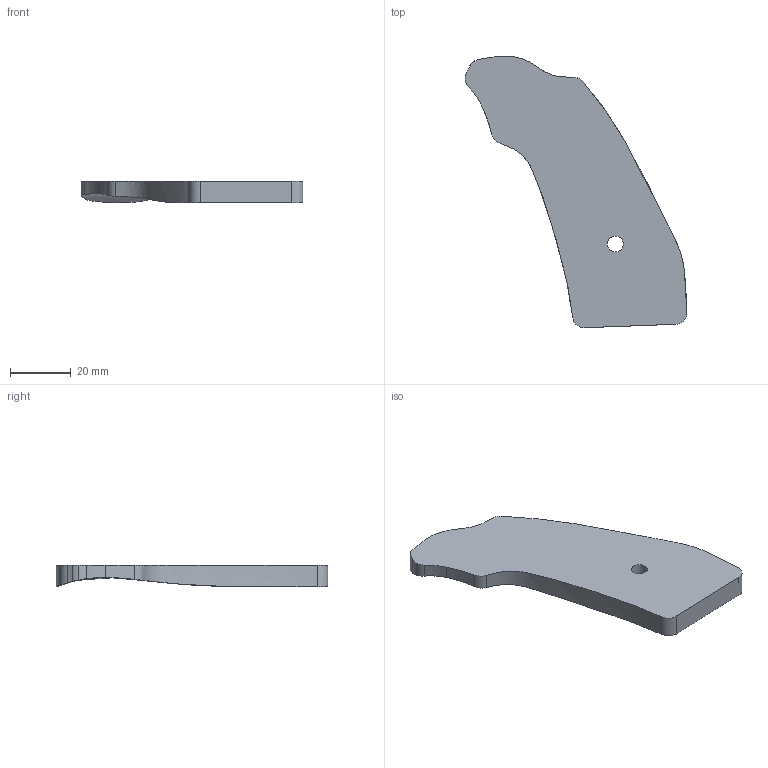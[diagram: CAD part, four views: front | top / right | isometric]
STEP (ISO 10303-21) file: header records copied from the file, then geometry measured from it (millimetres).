
FILE_DESCRIPTION (( 'STEP AP214' ), '1' );
FILE_NAME ('Right Grip.STEP', '2018-06-07T22:41:47', ( 'John' ), ( 'Not Good' ), 'SwSTEP 2.0', 'SolidWorks 2007', '' );
FILE_SCHEMA (( 'AUTOMOTIVE_DESIGN' ));
Length unit declared in the file: inch
Products named in the file (1): Right Grip
Bounding box: 72.9 x 89.16 x 7.11 mm (x, y, z)
Volume: 19344.3 mm3; surface area: 8739.7 mm2
Topology: 1 solids, 1 shells, 33 faces, 87 edges, 59 vertices
Faces by surface type: cylinder 14, bspline 13, plane 6
Entity records: 2332 total; most frequent: CARTESIAN_POINT 1597, ORIENTED_EDGE 174, DIRECTION 96, EDGE_CURVE 87, VERTEX_POINT 59, B_SPLINE_CURVE_WITH_KNOTS 49, EDGE_LOOP 38, AXIS2_PLACEMENT_3D 37
